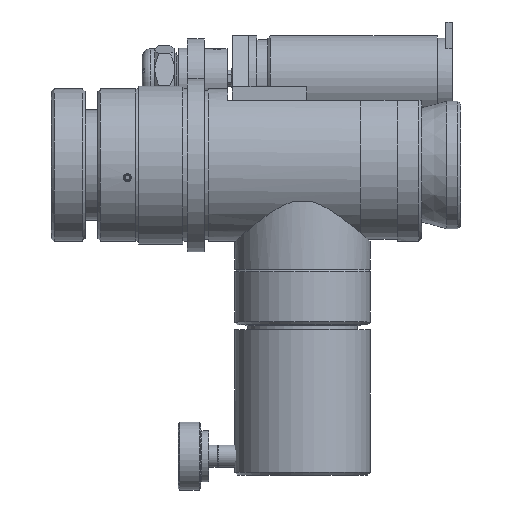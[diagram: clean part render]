
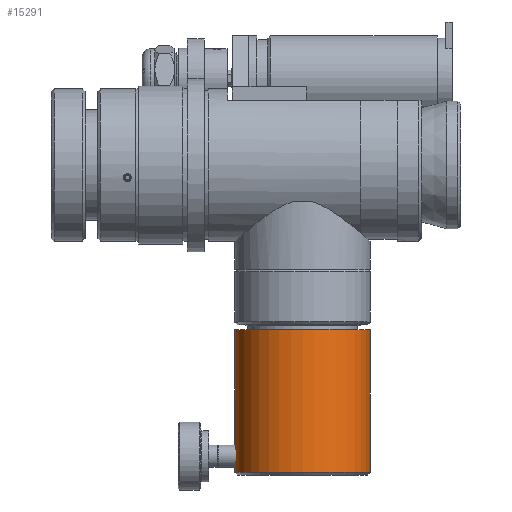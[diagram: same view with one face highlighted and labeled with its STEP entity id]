
A CAD part, top view. The second image highlights one B-rep face of the part: STEP entity #15291.
In plain terms, the highlighted cylindrical face has radius 12.7 mm (diameter 25.4 mm), a full revolution.
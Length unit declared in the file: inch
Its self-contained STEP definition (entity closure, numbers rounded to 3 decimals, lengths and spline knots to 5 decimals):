
#15041=CARTESIAN_POINT('',(1.084,0.5,0.));
#15042=VERTEX_POINT('',#15041);
#15043=CARTESIAN_POINT('',(1.214,0.5,0.0));
#15044=VERTEX_POINT('',#15043);
#15045=CARTESIAN_POINT('',(1.084,0.5,0.));
#15046=CARTESIAN_POINT('',(1.084,0.5,-0.00817));
#15047=CARTESIAN_POINT('',(1.08563,0.49978,-0.01688));
#15048=CARTESIAN_POINT('',(1.09227,0.49898,-0.03289));
#15049=CARTESIAN_POINT('',(1.09727,0.49842,-0.0402));
#15050=CARTESIAN_POINT('',(1.1088,0.49735,-0.05173));
#15051=CARTESIAN_POINT('',(1.11611,0.49678,-0.05673));
#15052=CARTESIAN_POINT('',(1.13212,0.49598,-0.06337));
#15053=CARTESIAN_POINT('',(1.14083,0.49576,-0.065));
#15054=CARTESIAN_POINT('',(1.15717,0.49576,-0.065));
#15055=CARTESIAN_POINT('',(1.16588,0.49598,-0.06337));
#15056=CARTESIAN_POINT('',(1.18189,0.49678,-0.05673));
#15057=CARTESIAN_POINT('',(1.1892,0.49735,-0.05173));
#15058=CARTESIAN_POINT('',(1.20073,0.49842,-0.0402));
#15059=CARTESIAN_POINT('',(1.20573,0.49898,-0.03289));
#15060=CARTESIAN_POINT('',(1.21237,0.49978,-0.01688));
#15061=CARTESIAN_POINT('',(1.214,0.5,-0.00817));
#15062=CARTESIAN_POINT('',(1.214,0.5,0.));
#15063=B_SPLINE_CURVE_WITH_KNOTS('',3,(#15045,#15046,#15047,#15048,#15049,#15050,#15051,#15052,#15053,#15054,#15055,#15056,#15057,#15058,#15059,#15060,#15061,#15062),.UNSPECIFIED.,.F.,.U.,(4,2,2,2,2,2,2,2,4),(0.24907,0.31133,0.3736,0.43587,0.49813,0.5604,0.62267,0.68493,0.7472),.UNSPECIFIED.);
#15064=EDGE_CURVE('',#15042,#15044,#15063,.T.);
#15066=CARTESIAN_POINT('',(1.214,0.5,0.));
#15067=CARTESIAN_POINT('',(1.214,0.5,0.00817));
#15068=CARTESIAN_POINT('',(1.21237,0.49978,0.01688));
#15069=CARTESIAN_POINT('',(1.20573,0.49898,0.03289));
#15070=CARTESIAN_POINT('',(1.20073,0.49842,0.0402));
#15071=CARTESIAN_POINT('',(1.1892,0.49735,0.05173));
#15072=CARTESIAN_POINT('',(1.18189,0.49678,0.05673));
#15073=CARTESIAN_POINT('',(1.16588,0.49598,0.06337));
#15074=CARTESIAN_POINT('',(1.15717,0.49576,0.065));
#15075=CARTESIAN_POINT('',(1.149,0.49576,0.065));
#15076=CARTESIAN_POINT('',(1.14083,0.49576,0.065));
#15077=CARTESIAN_POINT('',(1.13212,0.49598,0.06337));
#15078=CARTESIAN_POINT('',(1.11611,0.49678,0.05673));
#15079=CARTESIAN_POINT('',(1.1088,0.49735,0.05173));
#15080=CARTESIAN_POINT('',(1.09727,0.49842,0.0402));
#15081=CARTESIAN_POINT('',(1.09227,0.49898,0.03289));
#15082=CARTESIAN_POINT('',(1.08563,0.49978,0.01688));
#15083=CARTESIAN_POINT('',(1.084,0.5,0.00817));
#15084=CARTESIAN_POINT('',(1.084,0.5,0.));
#15085=B_SPLINE_CURVE_WITH_KNOTS('',3,(#15066,#15067,#15068,#15069,#15070,#15071,#15072,#15073,#15074,#15075,#15076,#15077,#15078,#15079,#15080,#15081,#15082,#15083,#15084),.UNSPECIFIED.,.F.,.U.,(4,2,2,2,3,2,2,2,4),(0.7472,0.80947,0.87173,0.934,0.99627,1.05853,1.1208,1.18307,1.24533),.UNSPECIFIED.);
#15086=EDGE_CURVE('',#15044,#15042,#15085,.T.);
#15245=CARTESIAN_POINT('',(1.269,0.5,0.));
#15246=VERTEX_POINT('',#15245);
#15247=CARTESIAN_POINT('',(1.269,0.0,0.0));
#15248=DIRECTION('',(1.0,0.0,0.0));
#15249=DIRECTION('',(0.0,-1.0,0.0));
#15250=AXIS2_PLACEMENT_3D('',#15247,#15248,#15249);
#15251=CIRCLE('',#15250,0.5);
#15252=EDGE_CURVE('',#15246,#15246,#15251,.T.);
#15268=CARTESIAN_POINT('',(0.7525,0.0,0.0));
#15269=DIRECTION('',(1.0,0.0,0.0));
#15270=DIRECTION('',(0.0,1.0,0.0));
#15271=AXIS2_PLACEMENT_3D('',#15268,#15269,#15270);
#15272=CYLINDRICAL_SURFACE('',#15271,0.5);
#15273=CARTESIAN_POINT('',(0.216,0.5,0.0));
#15274=VERTEX_POINT('',#15273);
#15275=CARTESIAN_POINT('',(0.216,0.0,0.0));
#15276=DIRECTION('',(1.0,0.0,0.0));
#15277=DIRECTION('',(0.0,1.0,0.0));
#15278=AXIS2_PLACEMENT_3D('',#15275,#15276,#15277);
#15279=CIRCLE('',#15278,0.5);
#15280=EDGE_CURVE('',#15274,#15274,#15279,.T.);
#15281=ORIENTED_EDGE('',*,*,#15280,.T.);
#15282=EDGE_LOOP('',(#15281));
#15283=FACE_OUTER_BOUND('',#15282,.T.);
#15284=ORIENTED_EDGE('',*,*,#15064,.T.);
#15285=ORIENTED_EDGE('',*,*,#15086,.T.);
#15286=EDGE_LOOP('',(#15284,#15285));
#15287=FACE_BOUND('',#15286,.T.);
#15288=ORIENTED_EDGE('',*,*,#15252,.F.);
#15289=EDGE_LOOP('',(#15288));
#15290=FACE_BOUND('',#15289,.T.);
#15291=ADVANCED_FACE('',(#15283,#15287,#15290),#15272,.T.);
